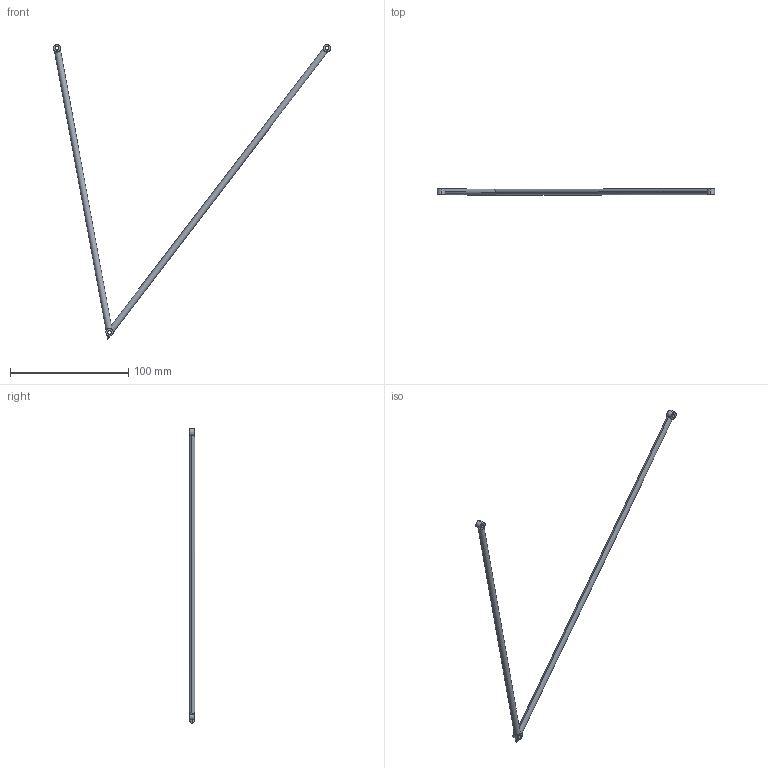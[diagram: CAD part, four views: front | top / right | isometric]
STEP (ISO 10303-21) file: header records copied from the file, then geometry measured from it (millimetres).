
FILE_DESCRIPTION (( 'STEP AP203' ), '1' );
FILE_NAME ('Front Lower Control Arms(For Sim)_Default_sldprt.STEP', '2022-10-11T15:04:23', ( '' ), ( '' ), 'SwSTEP 2.0', 'SolidWorks 2021', '' );
FILE_SCHEMA (( 'CONFIG_CONTROL_DESIGN' ));
Length unit declared in the file: inch
Products named in the file (1): Front Lower Control Arms(For Sim)_Default_sldprt
Bounding box: 234.95 x 5.08 x 249.8 mm (x, y, z)
Volume: 11225.1 mm3; surface area: 9082.3 mm2
Topology: 1 solids, 1 shells, 32 faces, 80 edges, 50 vertices
Faces by surface type: cylinder 26, plane 6
Entity records: 1269 total; most frequent: CARTESIAN_POINT 451, ORIENTED_EDGE 160, DIRECTION 146, EDGE_CURVE 80, AXIS2_PLACEMENT_3D 63, VERTEX_POINT 50, EDGE_LOOP 38, FACE_OUTER_BOUND 32
